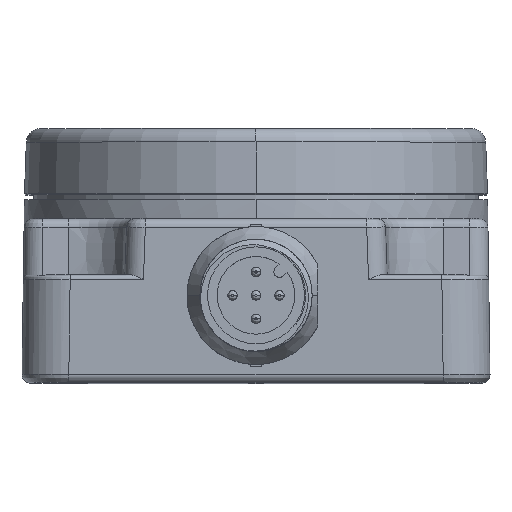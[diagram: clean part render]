
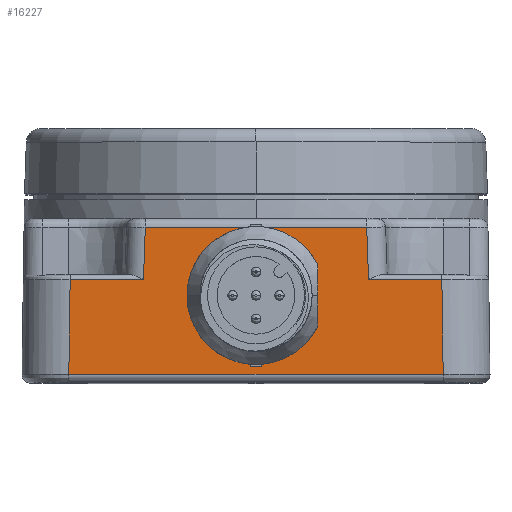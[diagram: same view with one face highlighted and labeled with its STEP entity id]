
A CAD part, top view. The second image highlights one B-rep face of the part: STEP entity #16227.
In plain terms, the highlighted planar face has unit normal (0, 0, 1).
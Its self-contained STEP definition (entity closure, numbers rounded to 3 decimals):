
#1016=CARTESIAN_POINT('',(0.,6.3,35.));
#1017=DIRECTION('',(0.,0.,1.));
#1018=DIRECTION('',(0.897,0.443,0.));
#1019=AXIS2_PLACEMENT_3D('',#1016,#1017,#1018);
#1021=DIRECTION('',(1.,0.,0.));
#1022=VECTOR('',#1021,10.837);
#1023=CARTESIAN_POINT('',(0.984,13.6,35.));
#1024=LINE('',#1023,#1022);
#1025=DIRECTION('',(1.,0.,0.));
#1026=VECTOR('',#1025,7.83);
#1027=CARTESIAN_POINT('',(12.016,8.,35.));
#1028=LINE('',#1027,#1026);
#1029=DIRECTION('',(-0.014,1.,0.));
#1030=VECTOR('',#1029,10.101);
#1031=CARTESIAN_POINT('',(19.987,-2.1,35.));
#1032=LINE('',#1031,#1030);
#1033=DIRECTION('',(-1.,0.,0.));
#1034=VECTOR('',#1033,39.974);
#1035=CARTESIAN_POINT('',(19.987,-2.1,35.));
#1036=LINE('',#1035,#1034);
#1037=DIRECTION('',(-0.014,-1.,0.));
#1038=VECTOR('',#1037,10.101);
#1039=CARTESIAN_POINT('',(-19.846,8.,35.));
#1040=LINE('',#1039,#1038);
#1041=DIRECTION('',(1.,0.,0.));
#1042=VECTOR('',#1041,7.83);
#1043=CARTESIAN_POINT('',(-19.846,8.,35.));
#1044=LINE('',#1043,#1042);
#1045=DIRECTION('',(1.,0.,0.));
#1046=VECTOR('',#1045,10.837);
#1047=CARTESIAN_POINT('',(-11.821,13.6,35.));
#1048=LINE('',#1047,#1046);
#1049=CARTESIAN_POINT('',(0.,6.3,35.));
#1050=DIRECTION('',(0.,0.,1.));
#1051=DIRECTION('',(-0.134,0.991,0.));
#1052=AXIS2_PLACEMENT_3D('',#1049,#1050,#1051);
#1054=DIRECTION('',(0.,1.,0.));
#1055=VECTOR('',#1054,6.525);
#1056=CARTESIAN_POINT('',(6.604,3.037,35.));
#1057=LINE('',#1056,#1055);
#5216=CARTESIAN_POINT('',(-11.821,13.6,35.));
#5218=DIRECTION('',(-0.035,-0.999,0.));
#5219=VECTOR('',#5218,5.603);
#5220=CARTESIAN_POINT('',(-11.821,13.6,35.));
#5221=LINE('',#5220,#5219);
#6813=CARTESIAN_POINT('',(11.821,13.6,35.));
#6849=DIRECTION('',(-0.035,0.999,0.));
#6850=VECTOR('',#6849,5.603);
#6851=CARTESIAN_POINT('',(12.016,8.,35.));
#6852=LINE('',#6851,#6850);
#7095=CARTESIAN_POINT('',(19.846,8.,35.));
#14407=CARTESIAN_POINT('',(19.987,-2.1,
35.));
#14408=CARTESIAN_POINT('',(-19.987,-2.1,
35.));
#14409=VERTEX_POINT('',#14407);
#14410=VERTEX_POINT('',#14408);
#14428=VERTEX_POINT('',#6813);
#14433=VERTEX_POINT('',#5216);
#14835=VERTEX_POINT('',#7095);
#14838=CARTESIAN_POINT('',(12.016,8.,35.));
#14839=VERTEX_POINT('',#14838);
#14840=CARTESIAN_POINT('',(-19.846,8.,
35.));
#14841=CARTESIAN_POINT('',(-12.016,8.,35.));
#14842=VERTEX_POINT('',#14840);
#14843=VERTEX_POINT('',#14841);
#15132=CARTESIAN_POINT('',(6.604,9.563,35.));
#15133=CARTESIAN_POINT('',(0.984,13.6,35.));
#15134=VERTEX_POINT('',#15132);
#15135=VERTEX_POINT('',#15133);
#15136=CARTESIAN_POINT('',(-0.984,13.6,35.));
#15137=CARTESIAN_POINT('',(6.604,3.037,35.));
#15138=VERTEX_POINT('',#15136);
#15139=VERTEX_POINT('',#15137);
#16198=CARTESIAN_POINT('',(-25.,-3.,35.));
#16199=DIRECTION('',(0.,0.,1.));
#16200=DIRECTION('',(1.,0.,0.));
#16201=AXIS2_PLACEMENT_3D('',#16198,#16199,#16200);
#16202=PLANE('',#16201);
#16204=ORIENTED_EDGE('',*,*,#16203,.T.);
#16206=ORIENTED_EDGE('',*,*,#16205,.T.);
#16208=ORIENTED_EDGE('',*,*,#16207,.F.);
#16209=ORIENTED_EDGE('',*,*,#16191,.T.);
#16211=ORIENTED_EDGE('',*,*,#16210,.F.);
#16212=ORIENTED_EDGE('',*,*,#15584,.T.);
#16214=ORIENTED_EDGE('',*,*,#16213,.F.);
#16216=ORIENTED_EDGE('',*,*,#16215,.T.);
#16218=ORIENTED_EDGE('',*,*,#16217,.F.);
#16220=ORIENTED_EDGE('',*,*,#16219,.T.);
#16222=ORIENTED_EDGE('',*,*,#16221,.T.);
#16224=ORIENTED_EDGE('',*,*,#16223,.T.);
#16225=EDGE_LOOP('',(#16204,#16206,#16208,#16209,#16211,#16212,#16214,#16216,
#16218,#16220,#16222,#16224));
#16226=FACE_OUTER_BOUND('',#16225,.F.);
#16227=ADVANCED_FACE('',(#16226),#16202,.T.);
#1020=CIRCLE('',#1019,7.366);
#1053=CIRCLE('',#1052,7.366);
#15584=EDGE_CURVE('',#14409,#14410,#1036,.T.);
#16191=EDGE_CURVE('',#14839,#14835,#1028,.T.);
#16203=EDGE_CURVE('',#15134,#15135,#1020,.T.);
#16205=EDGE_CURVE('',#15135,#14428,#1024,.T.);
#16207=EDGE_CURVE('',#14839,#14428,#6852,.T.);
#16210=EDGE_CURVE('',#14409,#14835,#1032,.T.);
#16213=EDGE_CURVE('',#14842,#14410,#1040,.T.);
#16215=EDGE_CURVE('',#14842,#14843,#1044,.T.);
#16217=EDGE_CURVE('',#14433,#14843,#5221,.T.);
#16219=EDGE_CURVE('',#14433,#15138,#1048,.T.);
#16221=EDGE_CURVE('',#15138,#15139,#1053,.T.);
#16223=EDGE_CURVE('',#15139,#15134,#1057,.T.);
